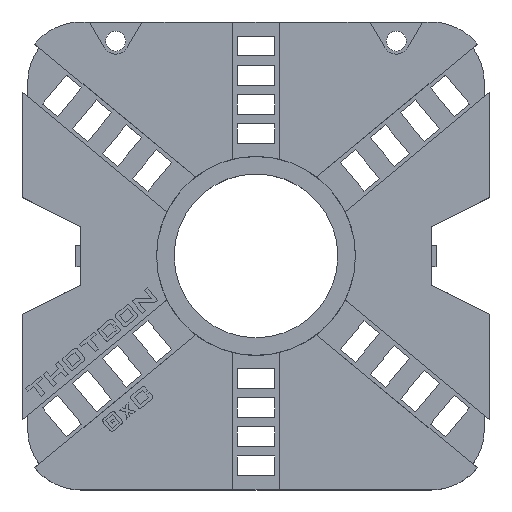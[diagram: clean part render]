
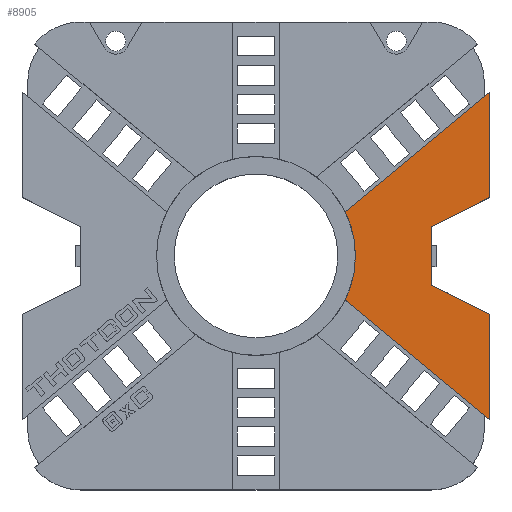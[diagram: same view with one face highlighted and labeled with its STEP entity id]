
A CAD part, top view. The second image highlights one B-rep face of the part: STEP entity #8905.
In plain terms, the highlighted planar face has unit normal (0, 0, 1).
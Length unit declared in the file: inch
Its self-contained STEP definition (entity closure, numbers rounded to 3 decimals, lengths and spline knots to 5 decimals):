
#268=CIRCLE('',#9330,0.85);
#466=FACE_OUTER_BOUND('',#949,.T.);
#949=EDGE_LOOP('',(#6505,#6506,#6507,#6508,#6509,#6510,#6511,#6512));
#1628=LINE('',#12712,#2748);
#1635=LINE('',#12724,#2755);
#1642=LINE('',#12739,#2762);
#1772=LINE('',#13050,#2892);
#1779=LINE('',#13062,#2899);
#1784=LINE('',#13071,#2904);
#1830=LINE('',#13176,#2950);
#2748=VECTOR('',#10236,0.3937);
#2755=VECTOR('',#10245,0.3937);
#2762=VECTOR('',#10254,0.3937);
#2892=VECTOR('',#10520,0.3937);
#2899=VECTOR('',#10529,0.3937);
#2904=VECTOR('',#10536,0.3937);
#2950=VECTOR('',#10624,0.3937);
#3824=VERTEX_POINT('',#12589);
#3825=VERTEX_POINT('',#12591);
#3870=VERTEX_POINT('',#12711);
#3872=VERTEX_POINT('',#12718);
#3881=VERTEX_POINT('',#12738);
#3993=VERTEX_POINT('',#13047);
#3994=VERTEX_POINT('',#13049);
#3998=VERTEX_POINT('',#13061);
#4723=EDGE_CURVE('',#3825,#3824,#268,.T.);
#4785=EDGE_CURVE('',#3825,#3870,#1628,.T.);
#4792=EDGE_CURVE('',#3872,#3870,#1635,.T.);
#4799=EDGE_CURVE('',#3881,#3872,#1642,.T.);
#4962=EDGE_CURVE('',#3994,#3993,#1772,.T.);
#4969=EDGE_CURVE('',#3998,#3994,#1779,.T.);
#4974=EDGE_CURVE('',#3998,#3824,#1784,.T.);
#5029=EDGE_CURVE('',#3993,#3881,#1830,.T.);
#6505=ORIENTED_EDGE('',*,*,#4799,.T.);
#6506=ORIENTED_EDGE('',*,*,#4792,.T.);
#6507=ORIENTED_EDGE('',*,*,#4785,.F.);
#6508=ORIENTED_EDGE('',*,*,#4723,.T.);
#6509=ORIENTED_EDGE('',*,*,#4974,.F.);
#6510=ORIENTED_EDGE('',*,*,#4969,.T.);
#6511=ORIENTED_EDGE('',*,*,#4962,.T.);
#6512=ORIENTED_EDGE('',*,*,#5029,.T.);
#8498=PLANE('',#9452);
#8905=ADVANCED_FACE('',(#466),#8498,.T.);
#9330=AXIS2_PLACEMENT_3D('',#12592,#10131,#10132);
#9452=AXIS2_PLACEMENT_3D('',#13175,#10622,#10623);
#10131=DIRECTION('center_axis',(0.,0.,-1.));
#10132=DIRECTION('ref_axis',(-1.,0.,0.));
#10236=DIRECTION('',(0.771,0.636,0.));
#10245=DIRECTION('',(0.,1.,0.));
#10254=DIRECTION('',(0.894,0.447,0.));
#10520=DIRECTION('',(-0.894,0.447,0.));
#10529=DIRECTION('',(0.,1.,0.));
#10536=DIRECTION('',(-0.771,0.636,0.));
#10622=DIRECTION('center_axis',(0.,0.,1.));
#10623=DIRECTION('ref_axis',(1.,0.,0.));
#10624=DIRECTION('',(0.,1.,0.));
#12589=CARTESIAN_POINT('',(0.76129,-0.37807,0.5));
#12591=CARTESIAN_POINT('',(0.76129,0.37807,0.5));
#12592=CARTESIAN_POINT('Origin',(0.,0.,0.5));
#12711=CARTESIAN_POINT('',(2.,1.4,0.5));
#12712=CARTESIAN_POINT('',(0.44201,0.11466,0.5));
#12718=CARTESIAN_POINT('',(2.,0.5,0.5));
#12724=CARTESIAN_POINT('',(2.,-1.5,0.5));
#12738=CARTESIAN_POINT('',(1.5,0.25,0.5));
#12739=CARTESIAN_POINT('',(0.85,-0.075,0.5));
#13047=CARTESIAN_POINT('',(1.5,-0.25,0.5));
#13049=CARTESIAN_POINT('',(2.,-0.5,0.5));
#13050=CARTESIAN_POINT('',(1.1,-0.05,0.5));
#13061=CARTESIAN_POINT('',(2.,-1.4,0.5));
#13062=CARTESIAN_POINT('',(2.,-1.5,0.5));
#13071=CARTESIAN_POINT('',(0.44201,-0.11466,0.5));
#13175=CARTESIAN_POINT('Origin',(0.,0.,0.5));
#13176=CARTESIAN_POINT('',(1.5,-0.125,0.5));
